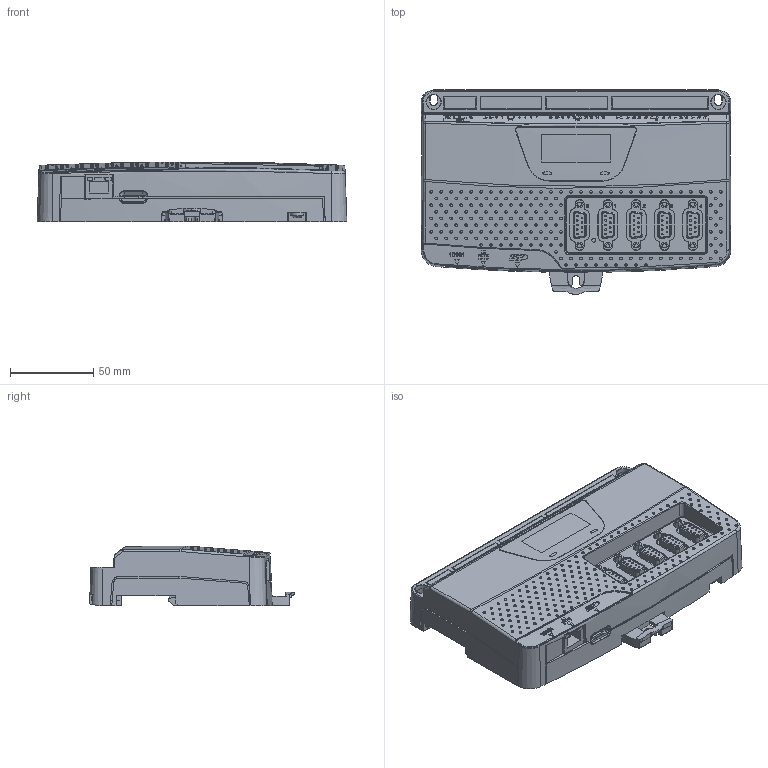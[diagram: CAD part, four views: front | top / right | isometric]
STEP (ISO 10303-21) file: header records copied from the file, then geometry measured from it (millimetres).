
FILE_DESCRIPTION (( 'STEP AP203' ), '1' );
FILE_NAME ('TRO-03 MC406 Solid.STEP', '2011-11-03T12:47:37', ( 'Ross' ), ( 'John Ewans Design' ), 'SwSTEP 2.0', 'SolidWorks 2011', '' );
FILE_SCHEMA (( 'CONFIG_CONTROL_DESIGN' ));
Products named in the file (1): TRO-03 MC406 Solid
Bounding box: 186 x 123 x 36 mm (x, y, z)
Volume: 569684 mm3; surface area: 77321.9 mm2
Topology: 1 solids, 10 shells, 3198 faces, 8032 edges, 5250 vertices
Faces by surface type: plane 1433, bspline 884, cylinder 645, cone 151, torus 63, sphere 22
Entity records: 127636 total; most frequent: CARTESIAN_POINT 59373, ORIENTED_EDGE 16052, DIRECTION 10375, EDGE_CURVE 8026, VERTEX_POINT 5250, VECTOR 3741, LINE 3741, EDGE_LOOP 3620
